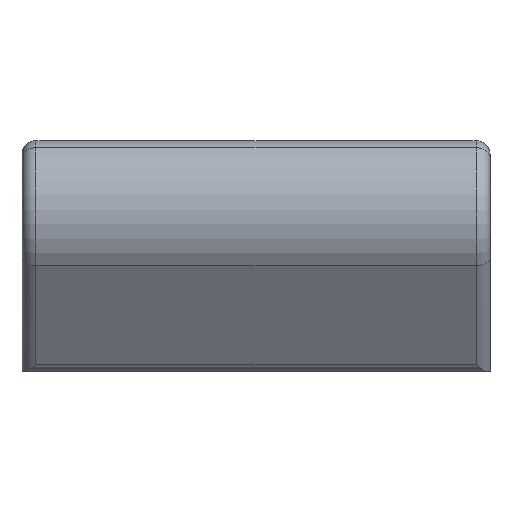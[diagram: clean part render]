
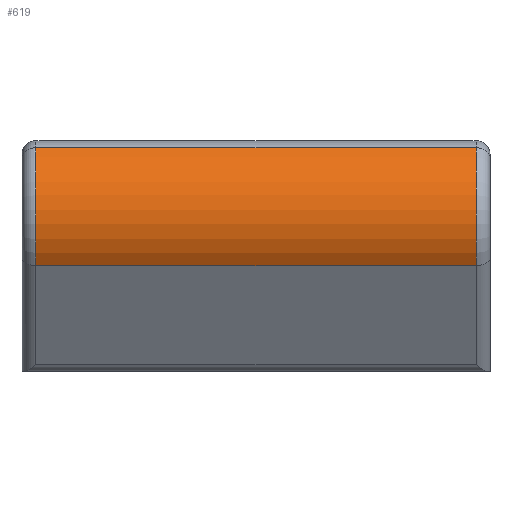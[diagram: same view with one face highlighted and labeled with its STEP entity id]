
A CAD part, front view. The second image highlights one B-rep face of the part: STEP entity #619.
In plain terms, the highlighted cylindrical face has radius 12.5 mm (diameter 25 mm), a partial arc.
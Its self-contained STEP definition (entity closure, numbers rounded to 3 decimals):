
#79 = CARTESIAN_POINT ( 'NONE',  ( 31.5, -9.5, 22. ) ) ;
#177 = CARTESIAN_POINT ( 'NONE',  ( 31.5, -19.946, 15.135 ) ) ;
#220 = EDGE_CURVE ( 'NONE', #2845, #821, #579, .T. ) ;
#310 = AXIS2_PLACEMENT_3D ( 'NONE', #79, #621, #3183 ) ;
#492 = VERTEX_POINT ( 'NONE', #1261 ) ;
#579 = LINE ( 'NONE', #2387, #1829 ) ;
#616 = EDGE_CURVE ( 'NONE', #821, #2937, #2014, .T. ) ;
#619 = ADVANCED_FACE ( 'NONE', ( #1361 ), #3065, .T. ) ;
#621 = DIRECTION ( 'NONE',  ( -1., 0., 0. ) ) ;
#680 = EDGE_LOOP ( 'NONE', ( #1985, #2352, #883, #2850 ) ) ;
#745 = VECTOR ( 'NONE', #1305, 1000. ) ;
#821 = VERTEX_POINT ( 'NONE', #177 ) ;
#874 = AXIS2_PLACEMENT_3D ( 'NONE', #1144, #1854, #2628 ) ;
#875 = CARTESIAN_POINT ( 'NONE',  ( -33.5, -9.5, 22. ) ) ;
#883 = ORIENTED_EDGE ( 'NONE', *, *, #220, .T. ) ;
#884 = LINE ( 'NONE', #2337, #745 ) ;
#1135 = DIRECTION ( 'NONE',  ( 1., 0., 0. ) ) ;
#1144 = CARTESIAN_POINT ( 'NONE',  ( -31.5, -9.5, 22. ) ) ;
#1261 = CARTESIAN_POINT ( 'NONE',  ( -31.5, -17., 32. ) ) ;
#1305 = DIRECTION ( 'NONE',  ( 1., 0., 0. ) ) ;
#1361 = FACE_OUTER_BOUND ( 'NONE', #680, .T. ) ;
#1548 = EDGE_CURVE ( 'NONE', #492, #2845, #1763, .T. ) ;
#1763 = CIRCLE ( 'NONE', #874, 12.5 ) ;
#1829 = VECTOR ( 'NONE', #2672, 1000. ) ;
#1854 = DIRECTION ( 'NONE',  ( 1., 0., 0. ) ) ;
#1985 = ORIENTED_EDGE ( 'NONE', *, *, #2734, .F. ) ;
#2014 = CIRCLE ( 'NONE', #310, 12.5 ) ;
#2337 = CARTESIAN_POINT ( 'NONE',  ( -33.5, -17., 32. ) ) ;
#2352 = ORIENTED_EDGE ( 'NONE', *, *, #1548, .T. ) ;
#2387 = CARTESIAN_POINT ( 'NONE',  ( -33.5, -19.946, 15.135 ) ) ;
#2607 = CARTESIAN_POINT ( 'NONE',  ( 31.5, -17., 32. ) ) ;
#2628 = DIRECTION ( 'NONE',  ( 0., 0., -1. ) ) ;
#2672 = DIRECTION ( 'NONE',  ( 1., 0., 0. ) ) ;
#2734 = EDGE_CURVE ( 'NONE', #492, #2937, #884, .T. ) ;
#2845 = VERTEX_POINT ( 'NONE', #2992 ) ;
#2850 = ORIENTED_EDGE ( 'NONE', *, *, #616, .T. ) ;
#2937 = VERTEX_POINT ( 'NONE', #2607 ) ;
#2954 = DIRECTION ( 'NONE',  ( 0., 0., -1. ) ) ;
#2992 = CARTESIAN_POINT ( 'NONE',  ( -31.5, -19.946, 15.135 ) ) ;
#3065 = CYLINDRICAL_SURFACE ( 'NONE', #3267, 12.5 ) ;
#3183 = DIRECTION ( 'NONE',  ( 0., 0., -1. ) ) ;
#3267 = AXIS2_PLACEMENT_3D ( 'NONE', #875, #1135, #2954 ) ;
